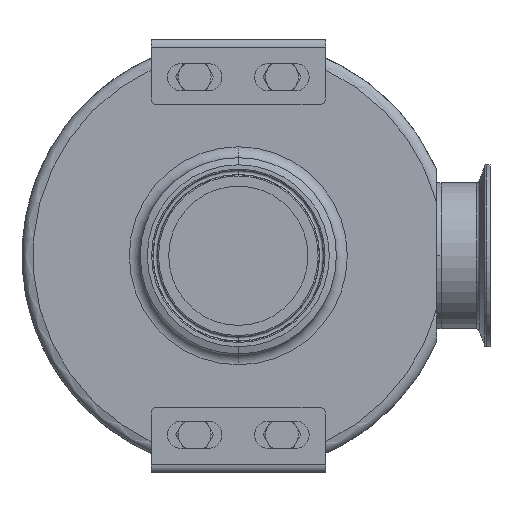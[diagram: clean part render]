
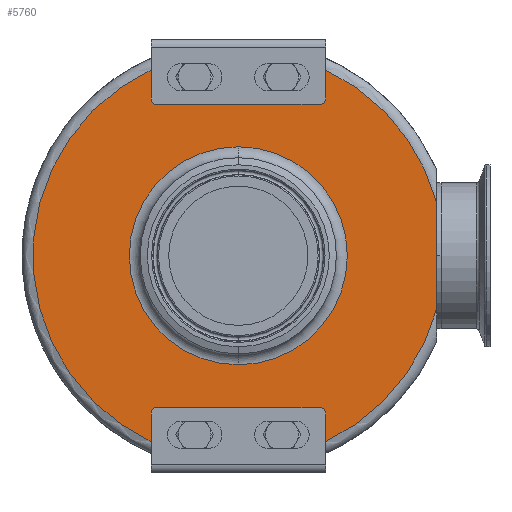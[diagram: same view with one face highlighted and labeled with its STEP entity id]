
A CAD part, front view. The second image highlights one B-rep face of the part: STEP entity #5760.
In plain terms, the highlighted planar face has unit normal (0, -1, 0).
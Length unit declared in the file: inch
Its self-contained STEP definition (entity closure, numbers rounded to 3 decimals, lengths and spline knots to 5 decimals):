
#94 = LINE ( 'NONE', #5613, #8472 ) ;
#152 = CARTESIAN_POINT ( 'NONE',  ( -2., -2.07, -4.26428 ) ) ;
#263 = DIRECTION ( 'NONE',  ( 1., 0., 0. ) ) ;
#413 = ORIENTED_EDGE ( 'NONE', *, *, #12003, .F. ) ;
#450 = CARTESIAN_POINT ( 'NONE',  ( -1.875, -2.07, -3.48033 ) ) ;
#704 = ORIENTED_EDGE ( 'NONE', *, *, #11381, .T. ) ;
#918 = DIRECTION ( 'NONE',  ( -1., 0., 0. ) ) ;
#955 = CARTESIAN_POINT ( 'NONE',  ( -2., -2.07, 4.26428 ) ) ;
#1023 = ORIENTED_EDGE ( 'NONE', *, *, #3418, .T. ) ;
#1137 = FACE_BOUND ( 'NONE', #8043, .T. ) ;
#1160 = VERTEX_POINT ( 'NONE', #5783 ) ;
#1213 = ORIENTED_EDGE ( 'NONE', *, *, #11722, .T. ) ;
#1280 = DIRECTION ( 'NONE',  ( 0., -1., 0. ) ) ;
#1287 = CARTESIAN_POINT ( 'NONE',  ( 0., -2.07, 0. ) ) ;
#1385 = AXIS2_PLACEMENT_3D ( 'NONE', #2965, #3057, #5222 ) ;
#1445 = VERTEX_POINT ( 'NONE', #1709 ) ;
#1468 = DIRECTION ( 'NONE',  ( 0., -1., 0. ) ) ;
#1668 = EDGE_CURVE ( 'NONE', #5606, #5186, #13832, .T. ) ;
#1709 = CARTESIAN_POINT ( 'NONE',  ( 2., -2.07, 4.26428 ) ) ;
#2120 = CARTESIAN_POINT ( 'NONE',  ( -2., -2.07, -4.79283 ) ) ;
#2156 = VECTOR ( 'NONE', #6756, 39.37008 ) ;
#2162 = EDGE_CURVE ( 'NONE', #8687, #1160, #9072, .T. ) ;
#2308 = CARTESIAN_POINT ( 'NONE',  ( 1.875, -2.07, -3.60533 ) ) ;
#2340 = ORIENTED_EDGE ( 'NONE', *, *, #4868, .T. ) ;
#2355 = CARTESIAN_POINT ( 'NONE',  ( -2.5, -2.07, 0. ) ) ;
#2546 = ORIENTED_EDGE ( 'NONE', *, *, #2162, .F. ) ;
#2663 = CIRCLE ( 'NONE', #9744, 0.125 ) ;
#2838 = VERTEX_POINT ( 'NONE', #3299 ) ;
#2854 = VERTEX_POINT ( 'NONE', #4497 ) ;
#2965 = CARTESIAN_POINT ( 'NONE',  ( -1.875, -2.07, -3.60533 ) ) ;
#3057 = DIRECTION ( 'NONE',  ( 0., 1., 0. ) ) ;
#3169 = VERTEX_POINT ( 'NONE', #6489 ) ;
#3199 = DIRECTION ( 'NONE',  ( 0., 0., 1. ) ) ;
#3287 = EDGE_CURVE ( 'NONE', #4683, #5186, #8530, .T. ) ;
#3299 = CARTESIAN_POINT ( 'NONE',  ( 0., -2.07, 2.5 ) ) ;
#3389 = VECTOR ( 'NONE', #7718, 39.37008 ) ;
#3418 = EDGE_CURVE ( 'NONE', #8687, #4579, #11753, .T. ) ;
#3503 = LINE ( 'NONE', #9990, #2156 ) ;
#3538 = CARTESIAN_POINT ( 'NONE',  ( 0., -2.07, 0. ) ) ;
#3550 = VERTEX_POINT ( 'NONE', #450 ) ;
#3695 = CARTESIAN_POINT ( 'NONE',  ( 2., -2.07, 4.78266 ) ) ;
#3770 = ORIENTED_EDGE ( 'NONE', *, *, #7426, .T. ) ;
#4184 = ORIENTED_EDGE ( 'NONE', *, *, #1668, .T. ) ;
#4488 = EDGE_CURVE ( 'NONE', #4683, #1160, #2663, .T. ) ;
#4497 = CARTESIAN_POINT ( 'NONE',  ( 1.875, -2.07, -3.48033 ) ) ;
#4564 = CIRCLE ( 'NONE', #13257, 4.71 ) ;
#4579 = VERTEX_POINT ( 'NONE', #152 ) ;
#4601 = DIRECTION ( 'NONE',  ( 0., 0., -1. ) ) ;
#4619 = DIRECTION ( 'NONE',  ( 0., 0., 1. ) ) ;
#4621 = VECTOR ( 'NONE', #918, 39.37008 ) ;
#4683 = VERTEX_POINT ( 'NONE', #5689 ) ;
#4709 = AXIS2_PLACEMENT_3D ( 'NONE', #2308, #7776, #4601 ) ;
#4868 = EDGE_CURVE ( 'NONE', #11453, #3550, #9992, .T. ) ;
#4899 = CARTESIAN_POINT ( 'NONE',  ( -2., -2.07, -3.60533 ) ) ;
#5167 = ORIENTED_EDGE ( 'NONE', *, *, #13863, .T. ) ;
#5186 = VERTEX_POINT ( 'NONE', #11085 ) ;
#5222 = DIRECTION ( 'NONE',  ( 0., 0., -1. ) ) ;
#5593 = CARTESIAN_POINT ( 'NONE',  ( -1.875, -2.07, 3.59516 ) ) ;
#5606 = VERTEX_POINT ( 'NONE', #9702 ) ;
#5613 = CARTESIAN_POINT ( 'NONE',  ( 2., -2.07, -4.79283 ) ) ;
#5689 = CARTESIAN_POINT ( 'NONE',  ( -1.875, -2.07, 3.47016 ) ) ;
#5718 = CARTESIAN_POINT ( 'NONE',  ( 0., -2.07, 0. ) ) ;
#5756 = EDGE_CURVE ( 'NONE', #9354, #12909, #94, .T. ) ;
#5760 = ADVANCED_FACE ( 'NONE', ( #7970, #1137 ), #9002, .F. ) ;
#5783 = CARTESIAN_POINT ( 'NONE',  ( -2., -2.07, 3.59516 ) ) ;
#5836 = CIRCLE ( 'NONE', #4709, 0.125 ) ;
#5926 = EDGE_LOOP ( 'NONE', ( #3770, #10941, #4184, #10109, #8143, #2546, #1023, #5167, #2340, #413, #1213, #13746, #704, #12664 ) ) ;
#6489 = CARTESIAN_POINT ( 'NONE',  ( 4.55, -2.07, 1.21721 ) ) ;
#6575 = DIRECTION ( 'NONE',  ( 0., 0., 1. ) ) ;
#6671 = ORIENTED_EDGE ( 'NONE', *, *, #12803, .T. ) ;
#6756 = DIRECTION ( 'NONE',  ( 0., 0., 1. ) ) ;
#6757 = CIRCLE ( 'NONE', #13783, 2.5 ) ;
#6948 = DIRECTION ( 'NONE',  ( 0., 0., -1. ) ) ;
#7078 = CARTESIAN_POINT ( 'NONE',  ( 4.55, -2.07, -1.21721 ) ) ;
#7210 = LINE ( 'NONE', #8747, #4621 ) ;
#7356 = VECTOR ( 'NONE', #263, 39.37008 ) ;
#7389 = AXIS2_PLACEMENT_3D ( 'NONE', #9383, #9758, #14087 ) ;
#7426 = EDGE_CURVE ( 'NONE', #3169, #1445, #4564, .T. ) ;
#7668 = DIRECTION ( 'NONE',  ( 0., 1., 0. ) ) ;
#7718 = DIRECTION ( 'NONE',  ( 0., 0., 1. ) ) ;
#7776 = DIRECTION ( 'NONE',  ( 0., 1., 0. ) ) ;
#7781 = DIRECTION ( 'NONE',  ( 0., 0., 1. ) ) ;
#7970 = FACE_OUTER_BOUND ( 'NONE', #5926, .T. ) ;
#8043 = EDGE_LOOP ( 'NONE', ( #6671, #12792 ) ) ;
#8143 = ORIENTED_EDGE ( 'NONE', *, *, #4488, .T. ) ;
#8296 = EDGE_CURVE ( 'NONE', #9870, #3169, #3503, .T. ) ;
#8395 = EDGE_CURVE ( 'NONE', #1445, #5606, #12537, .T. ) ;
#8472 = VECTOR ( 'NONE', #7781, 39.37008 ) ;
#8530 = LINE ( 'NONE', #11115, #7356 ) ;
#8658 = VECTOR ( 'NONE', #6948, 39.37008 ) ;
#8662 = AXIS2_PLACEMENT_3D ( 'NONE', #13360, #1468, #13312 ) ;
#8687 = VERTEX_POINT ( 'NONE', #955 ) ;
#8747 = CARTESIAN_POINT ( 'NONE',  ( 2., -2.07, -3.48033 ) ) ;
#8909 = DIRECTION ( 'NONE',  ( 0., 0., 1. ) ) ;
#9002 = PLANE ( 'NONE',  #12790 ) ;
#9019 = AXIS2_PLACEMENT_3D ( 'NONE', #13090, #12902, #6575 ) ;
#9072 = LINE ( 'NONE', #12303, #12796 ) ;
#9143 = VERTEX_POINT ( 'NONE', #9421 ) ;
#9354 = VERTEX_POINT ( 'NONE', #12028 ) ;
#9376 = CIRCLE ( 'NONE', #9019, 2.5 ) ;
#9383 = CARTESIAN_POINT ( 'NONE',  ( 1.875, -2.07, 3.59516 ) ) ;
#9421 = CARTESIAN_POINT ( 'NONE',  ( 0., -2.07, -2.5 ) ) ;
#9702 = CARTESIAN_POINT ( 'NONE',  ( 2., -2.07, 3.59516 ) ) ;
#9744 = AXIS2_PLACEMENT_3D ( 'NONE', #5593, #7668, #3199 ) ;
#9758 = DIRECTION ( 'NONE',  ( 0., 1., 0. ) ) ;
#9778 = EDGE_CURVE ( 'NONE', #9143, #2838, #6757, .T. ) ;
#9870 = VERTEX_POINT ( 'NONE', #7078 ) ;
#9990 = CARTESIAN_POINT ( 'NONE',  ( 4.55, -2.07, 0. ) ) ;
#9992 = CIRCLE ( 'NONE', #1385, 0.125 ) ;
#10109 = ORIENTED_EDGE ( 'NONE', *, *, #3287, .F. ) ;
#10941 = ORIENTED_EDGE ( 'NONE', *, *, #8395, .T. ) ;
#11074 = DIRECTION ( 'NONE',  ( 0., -1., 0. ) ) ;
#11085 = CARTESIAN_POINT ( 'NONE',  ( 1.875, -2.07, 3.47016 ) ) ;
#11115 = CARTESIAN_POINT ( 'NONE',  ( -2., -2.07, 3.47016 ) ) ;
#11120 = DIRECTION ( 'NONE',  ( 0., 0., 1. ) ) ;
#11381 = EDGE_CURVE ( 'NONE', #9354, #9870, #12818, .T. ) ;
#11453 = VERTEX_POINT ( 'NONE', #4899 ) ;
#11722 = EDGE_CURVE ( 'NONE', #2854, #12909, #5836, .T. ) ;
#11753 = CIRCLE ( 'NONE', #8662, 4.71 ) ;
#11902 = AXIS2_PLACEMENT_3D ( 'NONE', #1287, #11074, #4619 ) ;
#12003 = EDGE_CURVE ( 'NONE', #2854, #3550, #7210, .T. ) ;
#12028 = CARTESIAN_POINT ( 'NONE',  ( 2., -2.07, -4.26428 ) ) ;
#12043 = DIRECTION ( 'NONE',  ( 0., 1., 0. ) ) ;
#12049 = CARTESIAN_POINT ( 'NONE',  ( 2., -2.07, -3.60533 ) ) ;
#12303 = CARTESIAN_POINT ( 'NONE',  ( -2., -2.07, 4.78266 ) ) ;
#12322 = DIRECTION ( 'NONE',  ( 0., 0., 1. ) ) ;
#12537 = LINE ( 'NONE', #3695, #8658 ) ;
#12664 = ORIENTED_EDGE ( 'NONE', *, *, #8296, .T. ) ;
#12790 = AXIS2_PLACEMENT_3D ( 'NONE', #2355, #12043, #11120 ) ;
#12792 = ORIENTED_EDGE ( 'NONE', *, *, #9778, .T. ) ;
#12796 = VECTOR ( 'NONE', #13210, 39.37008 ) ;
#12803 = EDGE_CURVE ( 'NONE', #2838, #9143, #9376, .T. ) ;
#12818 = CIRCLE ( 'NONE', #11902, 4.71 ) ;
#12902 = DIRECTION ( 'NONE',  ( 0., 1., 0. ) ) ;
#12909 = VERTEX_POINT ( 'NONE', #12049 ) ;
#13090 = CARTESIAN_POINT ( 'NONE',  ( 0., -2.07, 0. ) ) ;
#13119 = LINE ( 'NONE', #2120, #3389 ) ;
#13210 = DIRECTION ( 'NONE',  ( 0., 0., -1. ) ) ;
#13257 = AXIS2_PLACEMENT_3D ( 'NONE', #3538, #1280, #8909 ) ;
#13312 = DIRECTION ( 'NONE',  ( 0., 0., 1. ) ) ;
#13321 = DIRECTION ( 'NONE',  ( 0., 1., 0. ) ) ;
#13360 = CARTESIAN_POINT ( 'NONE',  ( 0., -2.07, 0. ) ) ;
#13746 = ORIENTED_EDGE ( 'NONE', *, *, #5756, .F. ) ;
#13783 = AXIS2_PLACEMENT_3D ( 'NONE', #5718, #13321, #12322 ) ;
#13832 = CIRCLE ( 'NONE', #7389, 0.125 ) ;
#13863 = EDGE_CURVE ( 'NONE', #4579, #11453, #13119, .T. ) ;
#14087 = DIRECTION ( 'NONE',  ( 0., 0., 1. ) ) ;
